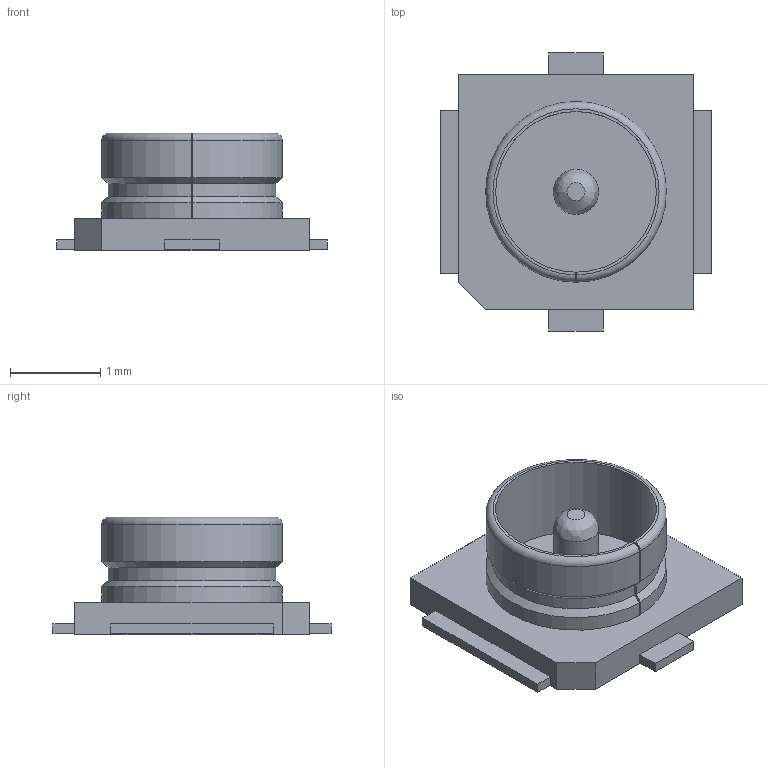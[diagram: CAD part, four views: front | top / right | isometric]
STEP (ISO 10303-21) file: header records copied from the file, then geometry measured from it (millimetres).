
FILE_DESCRIPTION(('FreeCAD Model'),'2;1');
FILE_NAME('Molex_uFL_734120110 v1.step','2019-05-27T16:29:13',( 'kicad StepUp'),('ksu MCAD'),'Open CASCADE STEP processor 7.3', 'FreeCAD','Unknown');
FILE_SCHEMA(('AUTOMOTIVE_DESIGN { 1 0 10303 214 1 1 1 1 }'));
Length unit declared in the file: millimetre
Products named in the file (1): Molex_uFL_734120110_v1
Bounding box: 3 x 3.08 x 1.3 mm (x, y, z)
Volume: 3.2 mm3; surface area: 32.1 mm2
Topology: 1 solids, 1 shells, 69 faces, 185 edges, 121 vertices
Faces by surface type: plane 55, cylinder 9, torus 2, cone 2, bspline 1
Full cylindrical faces by diameter (mm): 0.2 x1, 0.5 x1
Entity records: 5079 total; most frequent: CARTESIAN_POINT 838, DIRECTION 705, LINE 504, VECTOR 504, ORIENTED_EDGE 370, PCURVE 370, DEFINITIONAL_REPRESENTATION 370, EDGE_CURVE 185
